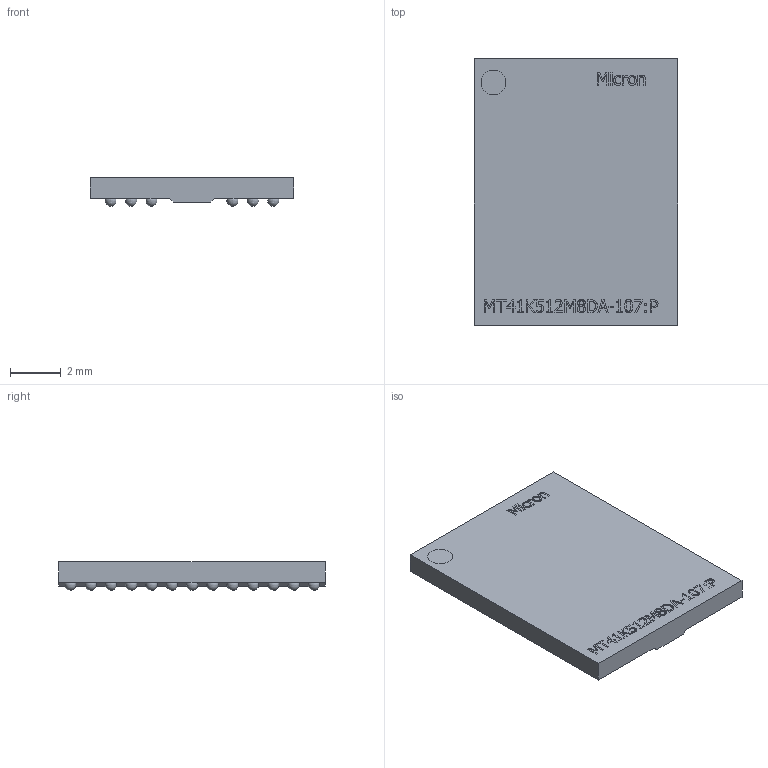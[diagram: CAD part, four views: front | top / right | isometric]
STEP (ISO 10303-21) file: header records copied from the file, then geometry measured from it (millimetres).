
FILE_DESCRIPTION( ( '' ), ' ' );
FILE_NAME( '5bbf10650cf37b13f21f93c8.step', '2018-10-11T08:57:09', ( '' ), ( '' ), ' ', ' ', ' ' );
FILE_SCHEMA( ( 'AUTOMOTIVE_DESIGN { 1 0 10303 214 1 1 1 1 }' ) );
Length unit declared in the file: metre
Products named in the file (106): Open CASCADE STEP translator 6.8 3; Open CASCADE STEP translator 6.8 2; Open CASCADE STEP translator 6.8 1
Bounding box: 8 x 10.5 x 1.14 mm (x, y, z)
Volume: 73.8 mm3; surface area: 258.6 mm2
Topology: 106 solids, 106 shells, 435 faces, 1137 edges, 758 vertices
Faces by surface type: plane 253, extrusion 93, sphere 78, cylinder 9, bspline 2
Full cylindrical faces by diameter (mm): 0.973 x1
Entity records: 21976 total; most frequent: CARTESIAN_POINT 3585, ORIENTED_EDGE 1804, DIRECTION 1703, STYLED_ITEM 1337, PRESENTATION_STYLE_ASSIGNMENT 1337, COLOUR_RGB 1337, EDGE_CURVE 902, CURVE_STYLE 902
